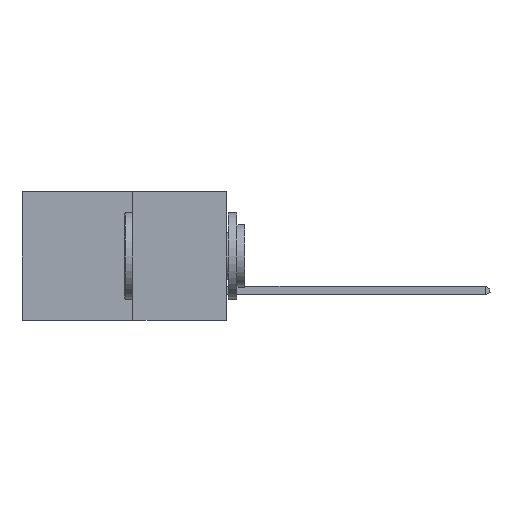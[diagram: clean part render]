
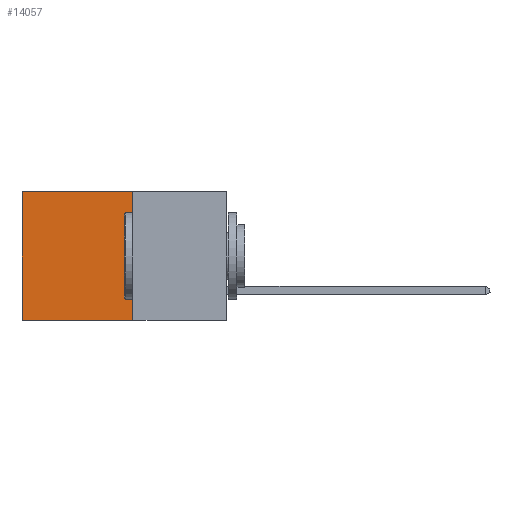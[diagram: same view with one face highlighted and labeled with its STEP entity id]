
A CAD part, left-side view. The second image highlights one B-rep face of the part: STEP entity #14057.
In plain terms, the highlighted planar face has unit normal (-1, 0, 0).
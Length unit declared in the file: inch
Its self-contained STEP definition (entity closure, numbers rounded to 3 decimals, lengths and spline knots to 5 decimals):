
#347 = VERTEX_POINT ( 'NONE', #348 ) ;
#348 = CARTESIAN_POINT ( 'NONE',  ( 0.277, 0.59, -0.37 ) ) ;
#819 = VERTEX_POINT ( 'NONE', #3138 ) ;
#2473 = DIRECTION ( 'NONE',  ( 1., 0., 0. ) ) ;
#2752 = VERTEX_POINT ( 'NONE', #5895 ) ;
#3048 = FACE_OUTER_BOUND ( 'NONE', #8976, .T. ) ;
#3138 = CARTESIAN_POINT ( 'NONE',  ( 0.277, 0.27, 0. ) ) ;
#3990 = EDGE_CURVE ( 'NONE', #819, #9267, #8596, .T. ) ;
#4819 = VECTOR ( 'NONE', #12379, 39.37008 ) ;
#5019 = ORIENTED_EDGE ( 'NONE', *, *, #13116, .T. ) ;
#5895 = CARTESIAN_POINT ( 'NONE',  ( 0.277, 0.59, 0. ) ) ;
#5948 = DIRECTION ( 'NONE',  ( 0., 1., 0. ) ) ;
#6226 = AXIS2_PLACEMENT_3D ( 'NONE', #7198, #2473, #10787 ) ;
#6392 = CARTESIAN_POINT ( 'NONE',  ( 0.277, 0.59, -0.37 ) ) ;
#7198 = CARTESIAN_POINT ( 'NONE',  ( 0.277, 0.27, -0.37 ) ) ;
#7625 = CARTESIAN_POINT ( 'NONE',  ( 0.277, 0.27, 0. ) ) ;
#7736 = CARTESIAN_POINT ( 'NONE',  ( 0.277, 0.27, -0.37 ) ) ;
#7985 = DIRECTION ( 'NONE',  ( 0., 0., -1. ) ) ;
#8371 = VECTOR ( 'NONE', #5948, 39.37008 ) ;
#8596 = LINE ( 'NONE', #7736, #12172 ) ;
#8829 = DIRECTION ( 'NONE',  ( 0., 1., 0. ) ) ;
#8976 = EDGE_LOOP ( 'NONE', ( #9120, #10262, #11024, #5019 ) ) ;
#9120 = ORIENTED_EDGE ( 'NONE', *, *, #11482, .T. ) ;
#9267 = VERTEX_POINT ( 'NONE', #11695 ) ;
#9569 = PLANE ( 'NONE',  #6226 ) ;
#10262 = ORIENTED_EDGE ( 'NONE', *, *, #11877, .F. ) ;
#10787 = DIRECTION ( 'NONE',  ( 0., 0., -1. ) ) ;
#11024 = ORIENTED_EDGE ( 'NONE', *, *, #3990, .F. ) ;
#11210 = LINE ( 'NONE', #6392, #4819 ) ;
#11482 = EDGE_CURVE ( 'NONE', #2752, #347, #11210, .T. ) ;
#11695 = CARTESIAN_POINT ( 'NONE',  ( 0.277, 0.27, -0.37 ) ) ;
#11877 = EDGE_CURVE ( 'NONE', #9267, #347, #14651, .T. ) ;
#11940 = CARTESIAN_POINT ( 'NONE',  ( 0.277, 0.27, -0.37 ) ) ;
#12172 = VECTOR ( 'NONE', #7985, 39.37008 ) ;
#12379 = DIRECTION ( 'NONE',  ( 0., 0., -1. ) ) ;
#12478 = VECTOR ( 'NONE', #8829, 39.37008 ) ;
#12840 = LINE ( 'NONE', #7625, #12478 ) ;
#13116 = EDGE_CURVE ( 'NONE', #819, #2752, #12840, .T. ) ;
#14057 = ADVANCED_FACE ( 'NONE', ( #3048 ), #9569, .F. ) ;
#14651 = LINE ( 'NONE', #11940, #8371 ) ;
